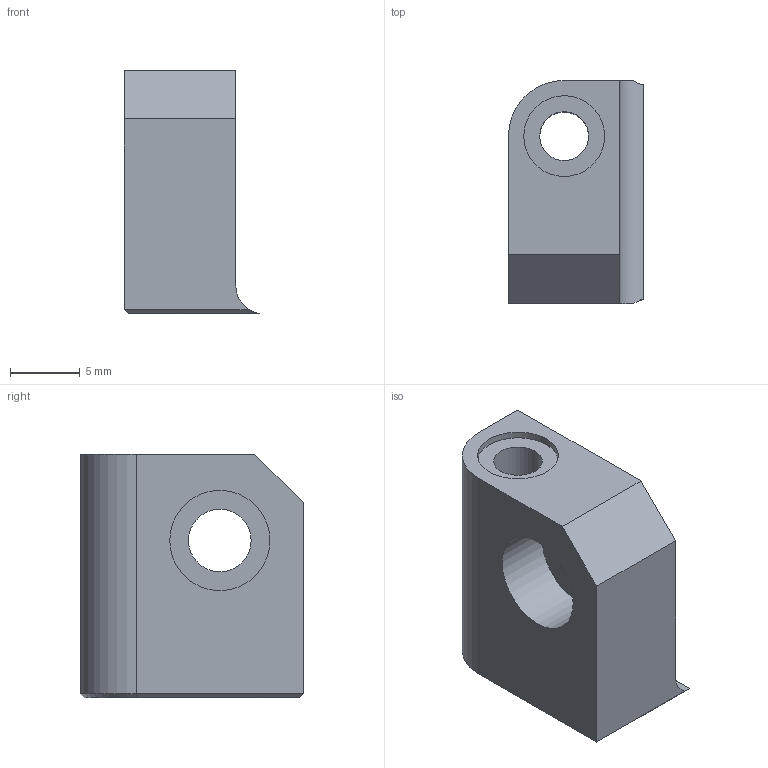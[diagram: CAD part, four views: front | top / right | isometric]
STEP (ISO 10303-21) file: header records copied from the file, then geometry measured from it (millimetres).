
FILE_DESCRIPTION(/* description */ (''),/* implementation_level */ '2;1');
FILE_NAME(/* name */ 'psu-upper-cover-mount.stp',/* time_stamp */ '2023-12-19T12:58:39+01:00',/* author */ ('Dominik Tebich'),/* organization */ (''),/* preprocessor_version */ 'ST-DEVELOPER v19.2',/* originating_system */ 'Autodesk Inventor 2023',/* authorisation */ '');
FILE_SCHEMA (('AUTOMOTIVE_DESIGN { 1 0 10303 214 3 1 1 }'));
Length unit declared in the file: millimetre
Products named in the file (1): psu-upper-cover-mount_R2
Bounding box: 9.7 x 16 x 17.5 mm (x, y, z)
Volume: 1730.1 mm3; surface area: 1377 mm2
Topology: 1 solids, 1 shells, 57 faces, 146 edges, 96 vertices
Faces by surface type: plane 33, bspline 16, cylinder 6, cone 2
Full cylindrical faces by diameter (mm): 3.5 x1, 4.5 x1, 5.8 x1, 7.2 x1
Entity records: 1851 total; most frequent: CARTESIAN_POINT 508, ORIENTED_EDGE 292, DIRECTION 214, EDGE_CURVE 146, LINE 98, VECTOR 98, VERTEX_POINT 96, EDGE_LOOP 66
